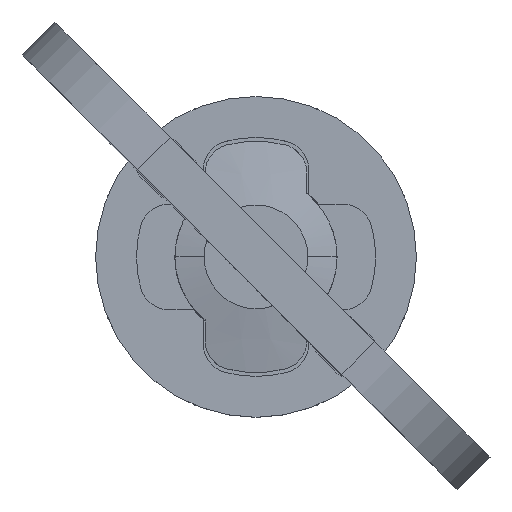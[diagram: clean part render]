
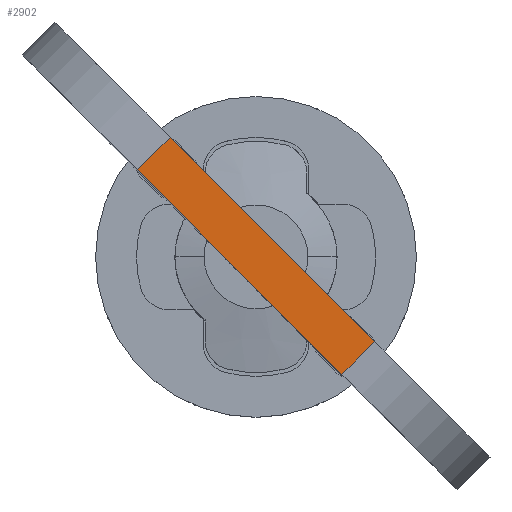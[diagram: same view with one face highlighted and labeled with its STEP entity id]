
A CAD part, top view. The second image highlights one B-rep face of the part: STEP entity #2902.
In plain terms, the highlighted planar face has unit normal (0, 0, 1).
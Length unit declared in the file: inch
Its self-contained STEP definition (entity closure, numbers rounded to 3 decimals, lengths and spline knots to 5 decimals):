
#94 = VERTEX_POINT ( 'NONE', #3590 ) ;
#122 = CARTESIAN_POINT ( 'NONE',  ( -1.37421, -1.37421, 2.38507 ) ) ;
#159 = DIRECTION ( 'NONE',  ( 0.707, 0.707, 0. ) ) ;
#215 = LINE ( 'NONE', #2159, #1740 ) ;
#281 = VERTEX_POINT ( 'NONE', #1424 ) ;
#426 = DIRECTION ( 'NONE',  ( 0., 0., -1. ) ) ;
#466 = CARTESIAN_POINT ( 'NONE',  ( -0.04419, -0.04419, 2.38507 ) ) ;
#677 = EDGE_CURVE ( 'NONE', #281, #94, #2784, .T. ) ;
#704 = CARTESIAN_POINT ( 'NONE',  ( 0.04419, 0.04419, 2.38507 ) ) ;
#722 = ORIENTED_EDGE ( 'NONE', *, *, #3577, .F. ) ;
#817 = EDGE_CURVE ( 'NONE', #1107, #3632, #1852, .T. ) ;
#1107 = VERTEX_POINT ( 'NONE', #3110 ) ;
#1190 = ORIENTED_EDGE ( 'NONE', *, *, #677, .T. ) ;
#1424 = CARTESIAN_POINT ( 'NONE',  ( -0.32017, 0.23178, 2.38507 ) ) ;
#1740 = VECTOR ( 'NONE', #159, 39.37008 ) ;
#1753 = VECTOR ( 'NONE', #1832, 39.37008 ) ;
#1795 = FACE_OUTER_BOUND ( 'NONE', #2973, .T. ) ;
#1832 = DIRECTION ( 'NONE',  ( 0.707, 0.707, 0. ) ) ;
#1838 = PLANE ( 'NONE',  #2833 ) ;
#1852 = LINE ( 'NONE', #704, #3180 ) ;
#2044 = VECTOR ( 'NONE', #2731, 39.37008 ) ;
#2159 = CARTESIAN_POINT ( 'NONE',  ( -1.65018, -1.09824, 2.38507 ) ) ;
#2403 = DIRECTION ( 'NONE',  ( -1., 0., 0. ) ) ;
#2456 = CARTESIAN_POINT ( 'NONE',  ( -0.23178, 0.32017, 2.38507 ) ) ;
#2650 = ORIENTED_EDGE ( 'NONE', *, *, #2675, .T. ) ;
#2669 = CARTESIAN_POINT ( 'NONE',  ( -1.09824, -1.65018, 2.38507 ) ) ;
#2675 = EDGE_CURVE ( 'NONE', #94, #1107, #3239, .T. ) ;
#2685 = DIRECTION ( 'NONE',  ( -0.707, 0.707, 0. ) ) ;
#2731 = DIRECTION ( 'NONE',  ( 0.707, -0.707, 0. ) ) ;
#2784 = LINE ( 'NONE', #466, #2044 ) ;
#2833 = AXIS2_PLACEMENT_3D ( 'NONE', #122, #426, #2403 ) ;
#2902 = ADVANCED_FACE ( 'NONE', ( #1795 ), #1838, .F. ) ;
#2973 = EDGE_LOOP ( 'NONE', ( #722, #1190, #2650, #3302 ) ) ;
#3110 = CARTESIAN_POINT ( 'NONE',  ( 0.32017, -0.23178, 2.38507 ) ) ;
#3180 = VECTOR ( 'NONE', #2685, 39.37008 ) ;
#3239 = LINE ( 'NONE', #2669, #1753 ) ;
#3302 = ORIENTED_EDGE ( 'NONE', *, *, #817, .T. ) ;
#3577 = EDGE_CURVE ( 'NONE', #281, #3632, #215, .T. ) ;
#3590 = CARTESIAN_POINT ( 'NONE',  ( 0.23178, -0.32017, 2.38507 ) ) ;
#3632 = VERTEX_POINT ( 'NONE', #2456 ) ;
